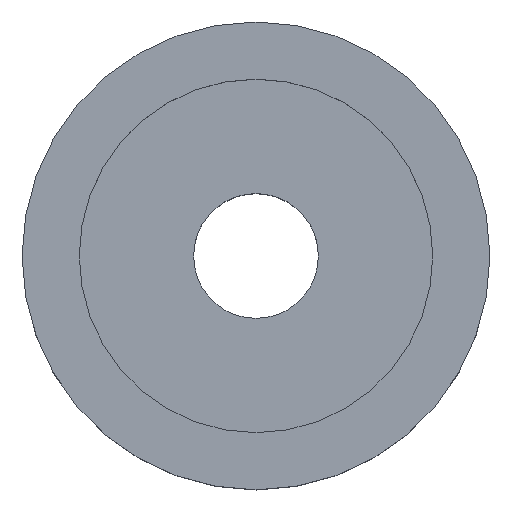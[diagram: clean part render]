
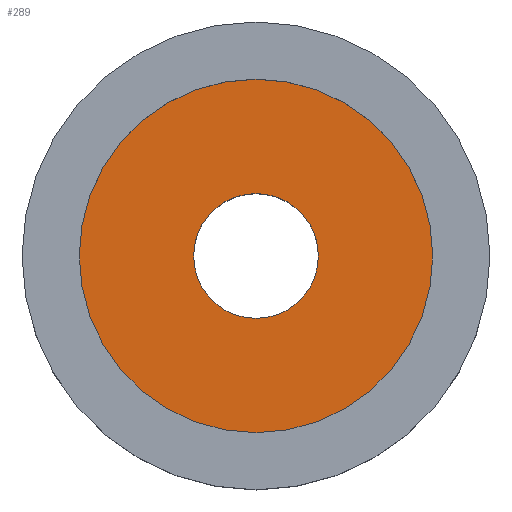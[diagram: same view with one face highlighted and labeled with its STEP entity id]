
A CAD part, top view. The second image highlights one B-rep face of the part: STEP entity #289.
In plain terms, the highlighted planar face has unit normal (0, 0, 1).
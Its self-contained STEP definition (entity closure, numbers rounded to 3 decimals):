
#2 = CIRCLE ( 'NONE', #243, 3.4 ) ;
#3 = ORIENTED_EDGE ( 'NONE', *, *, #330, .T. ) ;
#20 = EDGE_LOOP ( 'NONE', ( #257, #191 ) ) ;
#24 = FACE_OUTER_BOUND ( 'NONE', #351, .T. ) ;
#26 = DIRECTION ( 'NONE',  ( 0., 0., 1. ) ) ;
#31 = DIRECTION ( 'NONE',  ( 1., 0., 0. ) ) ;
#45 = CARTESIAN_POINT ( 'NONE',  ( -58.544, 30.179, 23.4 ) ) ;
#46 = CIRCLE ( 'NONE', #290, 1.2 ) ;
#79 = DIRECTION ( 'NONE',  ( 1., 0., 0. ) ) ;
#100 = DIRECTION ( 'NONE',  ( 0., 0., 1. ) ) ;
#110 = DIRECTION ( 'NONE',  ( 1., 0., 0. ) ) ;
#125 = AXIS2_PLACEMENT_3D ( 'NONE', #280, #100, #314 ) ;
#135 = CIRCLE ( 'NONE', #125, 1.2 ) ;
#153 = AXIS2_PLACEMENT_3D ( 'NONE', #310, #182, #155 ) ;
#155 = DIRECTION ( 'NONE',  ( 1., 0., 0. ) ) ;
#169 = FACE_BOUND ( 'NONE', #20, .T. ) ;
#178 = EDGE_CURVE ( 'NONE', #238, #322, #377, .T. ) ;
#180 = PLANE ( 'NONE',  #153 ) ;
#181 = EDGE_CURVE ( 'NONE', #361, #329, #46, .T. ) ;
#182 = DIRECTION ( 'NONE',  ( 0., 0., 1. ) ) ;
#185 = CARTESIAN_POINT ( 'NONE',  ( -60.744, 30.179, 23.4 ) ) ;
#191 = ORIENTED_EDGE ( 'NONE', *, *, #248, .F. ) ;
#198 = DIRECTION ( 'NONE',  ( 0., 0., 1. ) ) ;
#228 = ORIENTED_EDGE ( 'NONE', *, *, #178, .T. ) ;
#236 = AXIS2_PLACEMENT_3D ( 'NONE', #379, #198, #31 ) ;
#238 = VERTEX_POINT ( 'NONE', #283 ) ;
#243 = AXIS2_PLACEMENT_3D ( 'NONE', #259, #26, #79 ) ;
#248 = EDGE_CURVE ( 'NONE', #329, #361, #135, .T. ) ;
#257 = ORIENTED_EDGE ( 'NONE', *, *, #181, .F. ) ;
#259 = CARTESIAN_POINT ( 'NONE',  ( -61.944, 30.179, 23.4 ) ) ;
#280 = CARTESIAN_POINT ( 'NONE',  ( -61.944, 30.179, 23.4 ) ) ;
#283 = CARTESIAN_POINT ( 'NONE',  ( -65.344, 30.179, 23.4 ) ) ;
#289 = ADVANCED_FACE ( 'NONE', ( #169, #24 ), #180, .T. ) ;
#290 = AXIS2_PLACEMENT_3D ( 'NONE', #292, #349, #110 ) ;
#292 = CARTESIAN_POINT ( 'NONE',  ( -61.944, 30.179, 23.4 ) ) ;
#310 = CARTESIAN_POINT ( 'NONE',  ( -61.944, 30.179, 23.4 ) ) ;
#314 = DIRECTION ( 'NONE',  ( 1., 0., 0. ) ) ;
#322 = VERTEX_POINT ( 'NONE', #45 ) ;
#329 = VERTEX_POINT ( 'NONE', #185 ) ;
#330 = EDGE_CURVE ( 'NONE', #322, #238, #2, .T. ) ;
#331 = CARTESIAN_POINT ( 'NONE',  ( -63.144, 30.179, 23.4 ) ) ;
#349 = DIRECTION ( 'NONE',  ( 0., 0., 1. ) ) ;
#351 = EDGE_LOOP ( 'NONE', ( #3, #228 ) ) ;
#361 = VERTEX_POINT ( 'NONE', #331 ) ;
#377 = CIRCLE ( 'NONE', #236, 3.4 ) ;
#379 = CARTESIAN_POINT ( 'NONE',  ( -61.944, 30.179, 23.4 ) ) ;
